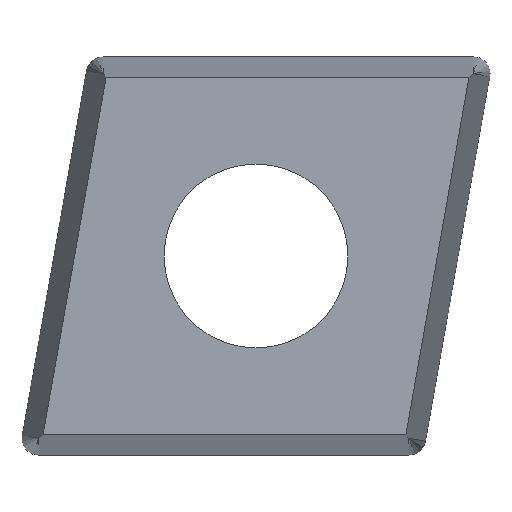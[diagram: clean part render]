
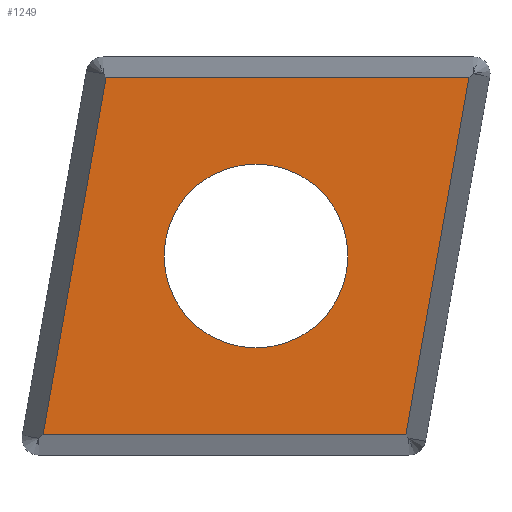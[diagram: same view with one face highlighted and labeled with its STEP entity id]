
A CAD part, front view. The second image highlights one B-rep face of the part: STEP entity #1249.
In plain terms, the highlighted planar face has unit normal (0, -1, 0).
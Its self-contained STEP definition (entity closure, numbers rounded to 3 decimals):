
#11 = LINE ( 'NONE', #426, #438 ) ;
#37 = VERTEX_POINT ( 'NONE', #585 ) ;
#99 = VERTEX_POINT ( 'NONE', #1002 ) ;
#116 = VECTOR ( 'NONE', #158, 1000. ) ;
#127 = CIRCLE ( 'NONE', #168, 2.2 ) ;
#158 = DIRECTION ( 'NONE',  ( 0.174, 0., 0.985 ) ) ;
#168 = AXIS2_PLACEMENT_3D ( 'NONE', #434, #1126, #1007 ) ;
#193 = LINE ( 'NONE', #1032, #713 ) ;
#254 = EDGE_CURVE ( 'NONE', #940, #37, #11, .T. ) ;
#304 = ORIENTED_EDGE ( 'NONE', *, *, #618, .F. ) ;
#381 = EDGE_CURVE ( 'NONE', #99, #99, #127, .T. ) ;
#386 = LINE ( 'NONE', #755, #116 ) ;
#413 = DIRECTION ( 'NONE',  ( -1., 0., 0. ) ) ;
#426 = CARTESIAN_POINT ( 'NONE',  ( 3.661, -3.97, -4.275 ) ) ;
#434 = CARTESIAN_POINT ( 'NONE',  ( 0., -3.97, 0. ) ) ;
#438 = VECTOR ( 'NONE', #413, 1000. ) ;
#451 = VECTOR ( 'NONE', #1293, 1000. ) ;
#524 = ORIENTED_EDGE ( 'NONE', *, *, #381, .T. ) ;
#567 = VERTEX_POINT ( 'NONE', #1254 ) ;
#585 = CARTESIAN_POINT ( 'NONE',  ( -5.095, -3.97, -4.275 ) ) ;
#592 = EDGE_LOOP ( 'NONE', ( #524 ) ) ;
#618 = EDGE_CURVE ( 'NONE', #567, #940, #193, .T. ) ;
#627 = ORIENTED_EDGE ( 'NONE', *, *, #1046, .F. ) ;
#661 = LINE ( 'NONE', #720, #451 ) ;
#691 = PLANE ( 'NONE',  #1497 ) ;
#713 = VECTOR ( 'NONE', #907, 1000. ) ;
#720 = CARTESIAN_POINT ( 'NONE',  ( -3.661, -3.97, 4.275 ) ) ;
#755 = CARTESIAN_POINT ( 'NONE',  ( -5.113, -3.97, -4.378 ) ) ;
#766 = CARTESIAN_POINT ( 'NONE',  ( 3.587, -3.97, -4.275 ) ) ;
#773 = VERTEX_POINT ( 'NONE', #1198 ) ;
#799 = CARTESIAN_POINT ( 'NONE',  ( -3.661, -3.97, 4.362 ) ) ;
#839 = EDGE_CURVE ( 'NONE', #37, #773, #386, .T. ) ;
#907 = DIRECTION ( 'NONE',  ( -0.174, 0., -0.985 ) ) ;
#916 = DIRECTION ( 'NONE',  ( 0., 0., -1. ) ) ;
#940 = VERTEX_POINT ( 'NONE', #766 ) ;
#1002 = CARTESIAN_POINT ( 'NONE',  ( 0., -3.97, 2.2 ) ) ;
#1007 = DIRECTION ( 'NONE',  ( 0., 0., 1. ) ) ;
#1032 = CARTESIAN_POINT ( 'NONE',  ( 5.113, -3.97, 4.378 ) ) ;
#1046 = EDGE_CURVE ( 'NONE', #773, #567, #661, .T. ) ;
#1116 = FACE_OUTER_BOUND ( 'NONE', #1261, .T. ) ;
#1126 = DIRECTION ( 'NONE',  ( 0., 1., 0. ) ) ;
#1198 = CARTESIAN_POINT ( 'NONE',  ( -3.587, -3.97, 4.275 ) ) ;
#1249 = ADVANCED_FACE ( 'NONE', ( #1423, #1116 ), #691, .T. ) ;
#1254 = CARTESIAN_POINT ( 'NONE',  ( 5.095, -3.97, 4.275 ) ) ;
#1261 = EDGE_LOOP ( 'NONE', ( #627, #1380, #1507, #304 ) ) ;
#1293 = DIRECTION ( 'NONE',  ( 1., 0., 0. ) ) ;
#1362 = DIRECTION ( 'NONE',  ( 0., -1., 0. ) ) ;
#1380 = ORIENTED_EDGE ( 'NONE', *, *, #839, .F. ) ;
#1423 = FACE_BOUND ( 'NONE', #592, .T. ) ;
#1497 = AXIS2_PLACEMENT_3D ( 'NONE', #799, #1362, #916 ) ;
#1507 = ORIENTED_EDGE ( 'NONE', *, *, #254, .F. ) ;
